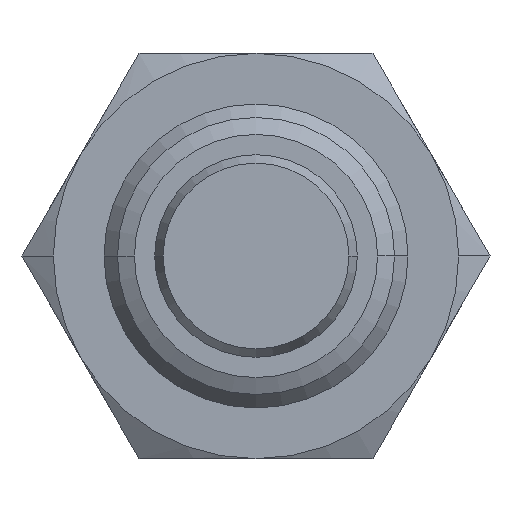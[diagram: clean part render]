
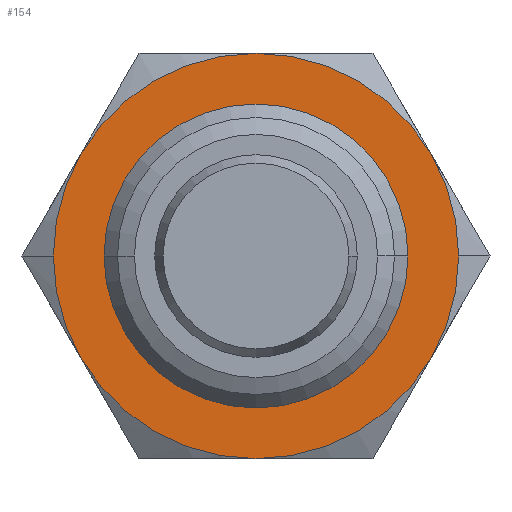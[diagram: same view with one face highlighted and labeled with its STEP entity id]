
A CAD part, front view. The second image highlights one B-rep face of the part: STEP entity #154.
In plain terms, the highlighted planar face has unit normal (0, -1, 0).
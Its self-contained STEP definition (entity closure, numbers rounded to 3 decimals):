
#154=ADVANCED_FACE('',(#354,#355),#356,.T.);
#354=FACE_OUTER_BOUND('',#561,.T.);
#355=FACE_BOUND('',#562,.T.);
#356=PLANE('',#563);
#561=EDGE_LOOP('',(#1214,#1215,#1216,#1217,#1218,#1219,#1220,#1221));
#562=EDGE_LOOP('',(#1222,#1223));
#563=AXIS2_PLACEMENT_3D('',#1224,#1225,#1226);
#1214=ORIENTED_EDGE('',*,*,#1458,.F.);
#1215=ORIENTED_EDGE('',*,*,#1444,.F.);
#1216=ORIENTED_EDGE('',*,*,#1447,.F.);
#1217=ORIENTED_EDGE('',*,*,#1449,.F.);
#1218=ORIENTED_EDGE('',*,*,#1442,.F.);
#1219=ORIENTED_EDGE('',*,*,#1453,.F.);
#1220=ORIENTED_EDGE('',*,*,#1456,.F.);
#1221=ORIENTED_EDGE('',*,*,#1438,.F.);
#1222=ORIENTED_EDGE('',*,*,#1478,.T.);
#1223=ORIENTED_EDGE('',*,*,#1422,.T.);
#1224=CARTESIAN_POINT('',(10.5,-15.0,0.0));
#1225=DIRECTION('',(0.0,-1.0,0.0));
#1226=DIRECTION('',(0.0,0.0,-1.0));
#1422=EDGE_CURVE('',#1708,#1705,#1709,.T.);
#1438=EDGE_CURVE('',#1735,#1738,#1739,.T.);
#1442=EDGE_CURVE('',#1744,#1742,#1746,.T.);
#1444=EDGE_CURVE('',#1748,#1750,#1751,.T.);
#1447=EDGE_CURVE('',#1754,#1748,#1756,.T.);
#1449=EDGE_CURVE('',#1742,#1754,#1758,.T.);
#1453=EDGE_CURVE('',#1762,#1744,#1764,.T.);
#1456=EDGE_CURVE('',#1738,#1762,#1768,.T.);
#1458=EDGE_CURVE('',#1750,#1735,#1770,.T.);
#1478=EDGE_CURVE('',#1705,#1708,#1798,.T.);
#1705=VERTEX_POINT('',#2421);
#1708=VERTEX_POINT('',#2425);
#1709=CIRCLE('',#2426,9.0);
#1735=VERTEX_POINT('',#2477);
#1738=VERTEX_POINT('',#2481);
#1739=CIRCLE('',#2482,12.0);
#1742=VERTEX_POINT('',#2494);
#1744=VERTEX_POINT('',#2497);
#1746=CIRCLE('',#2508,12.0);
#1748=VERTEX_POINT('',#2510);
#1750=VERTEX_POINT('',#2521);
#1751=CIRCLE('',#2522,12.0);
#1754=VERTEX_POINT('',#2534);
#1756=CIRCLE('',#2545,12.0);
#1758=CIRCLE('',#2556,12.0);
#1762=VERTEX_POINT('',#2578);
#1764=CIRCLE('',#2589,12.0);
#1768=CIRCLE('',#2611,12.0);
#1770=CIRCLE('',#2622,12.0);
#1798=CIRCLE('',#2740,9.0);
#2421=CARTESIAN_POINT('',(9.0,-15.0,0.0));
#2425=CARTESIAN_POINT('',(-9.0,-15.0,0.));
#2426=AXIS2_PLACEMENT_3D('',#2990,#2991,#2992);
#2477=CARTESIAN_POINT('',(12.0,-15.0,0.));
#2481=CARTESIAN_POINT('',(10.392,-15.0,-6.0));
#2482=AXIS2_PLACEMENT_3D('',#3016,#3017,#3018);
#2494=CARTESIAN_POINT('',(-12.0,-15.0,0.));
#2497=CARTESIAN_POINT('',(-10.392,-15.0,-6.0));
#2508=AXIS2_PLACEMENT_3D('',#3020,#3021,#3022);
#2510=CARTESIAN_POINT('',(0.,-15.0,12.0));
#2521=CARTESIAN_POINT('',(10.392,-15.0,6.0));
#2522=AXIS2_PLACEMENT_3D('',#3023,#3024,#3025);
#2534=CARTESIAN_POINT('',(-10.392,-15.0,6.0));
#2545=AXIS2_PLACEMENT_3D('',#3026,#3027,#3028);
#2556=AXIS2_PLACEMENT_3D('',#3029,#3030,#3031);
#2578=CARTESIAN_POINT('',(0.0,-15.0,-12.0));
#2589=AXIS2_PLACEMENT_3D('',#3032,#3033,#3034);
#2611=AXIS2_PLACEMENT_3D('',#3035,#3036,#3037);
#2622=AXIS2_PLACEMENT_3D('',#3038,#3039,#3040);
#2740=AXIS2_PLACEMENT_3D('',#3068,#3069,#3070);
#2990=CARTESIAN_POINT('',(0.0,-15.0,0.0));
#2991=DIRECTION('',(-0.0,1.0,0.0));
#2992=DIRECTION('',(1.0,0.0,0.0));
#3016=CARTESIAN_POINT('',(0.0,-15.0,0.0));
#3017=DIRECTION('',(-0.0,1.0,0.0));
#3018=DIRECTION('',(1.0,0.0,0.0));
#3020=CARTESIAN_POINT('',(0.0,-15.0,0.0));
#3021=DIRECTION('',(-0.0,1.0,0.0));
#3022=DIRECTION('',(1.0,0.0,0.0));
#3023=CARTESIAN_POINT('',(0.0,-15.0,0.0));
#3024=DIRECTION('',(-0.0,1.0,0.0));
#3025=DIRECTION('',(1.0,0.0,0.0));
#3026=CARTESIAN_POINT('',(0.0,-15.0,0.0));
#3027=DIRECTION('',(-0.0,1.0,0.0));
#3028=DIRECTION('',(1.0,0.0,0.0));
#3029=CARTESIAN_POINT('',(0.0,-15.0,0.0));
#3030=DIRECTION('',(-0.0,1.0,0.0));
#3031=DIRECTION('',(1.0,0.0,0.0));
#3032=CARTESIAN_POINT('',(0.0,-15.0,0.0));
#3033=DIRECTION('',(-0.0,1.0,0.0));
#3034=DIRECTION('',(1.0,0.0,0.0));
#3035=CARTESIAN_POINT('',(0.0,-15.0,0.0));
#3036=DIRECTION('',(-0.0,1.0,0.0));
#3037=DIRECTION('',(1.0,0.0,0.0));
#3038=CARTESIAN_POINT('',(0.0,-15.0,0.0));
#3039=DIRECTION('',(-0.0,1.0,0.0));
#3040=DIRECTION('',(1.0,0.0,0.0));
#3068=CARTESIAN_POINT('',(0.0,-15.0,0.0));
#3069=DIRECTION('',(-0.0,1.0,0.0));
#3070=DIRECTION('',(1.0,0.0,0.0));
